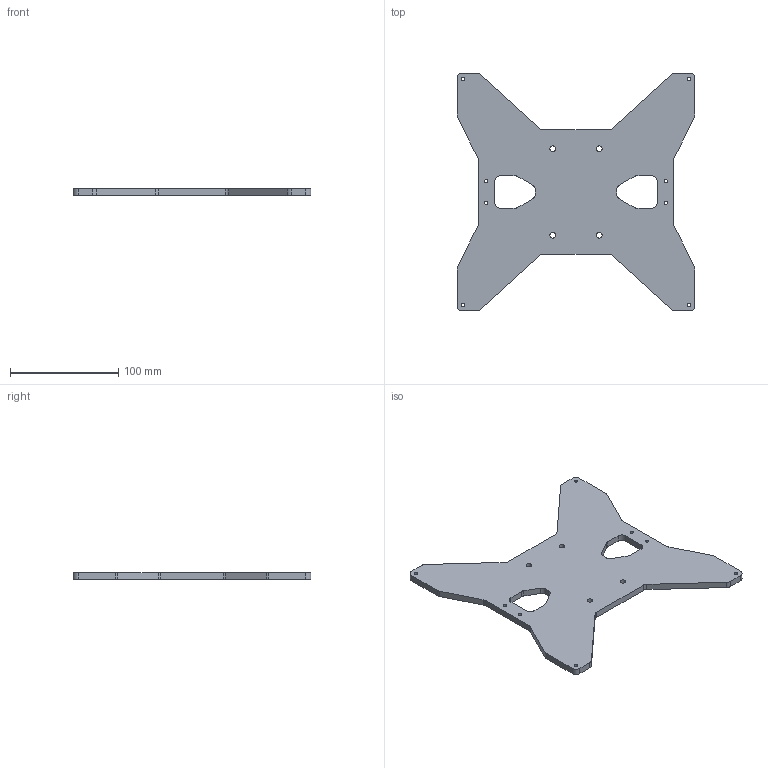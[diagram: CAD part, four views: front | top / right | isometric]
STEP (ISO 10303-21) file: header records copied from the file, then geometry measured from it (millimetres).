
FILE_DESCRIPTION(('FreeCAD Model'),'2;1');
FILE_NAME('Open CASCADE Shape Model','2022-03-21T21:01:20',('Author'),( ''),'Open CASCADE STEP processor 7.5','FreeCAD','Unknown');
FILE_SCHEMA(('AUTOMOTIVE_DESIGN { 1 0 10303 214 1 1 1 1 }'));
Length unit declared in the file: millimetre
Products named in the file (1): Tevo.BED.carriage
Bounding box: 220 x 220 x 6 mm (x, y, z)
Volume: 176965.6 mm3; surface area: 67060.7 mm2
Topology: 1 solids, 1 shells, 78 faces, 228 edges, 152 vertices
Faces by surface type: cylinder 44, plane 34
Full cylindrical faces by diameter (mm): 3.2 x8, 5.2 x4
Entity records: 5794 total; most frequent: CARTESIAN_POINT 1179, DIRECTION 886, LINE 508, VECTOR 508, ORIENTED_EDGE 456, PCURVE 456, DEFINITIONAL_REPRESENTATION 456, EDGE_CURVE 228
